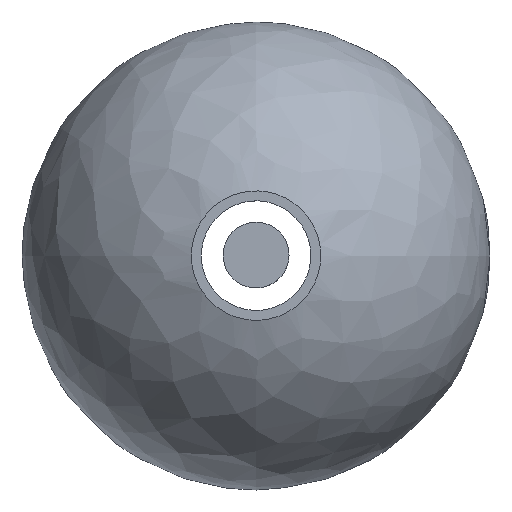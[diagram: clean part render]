
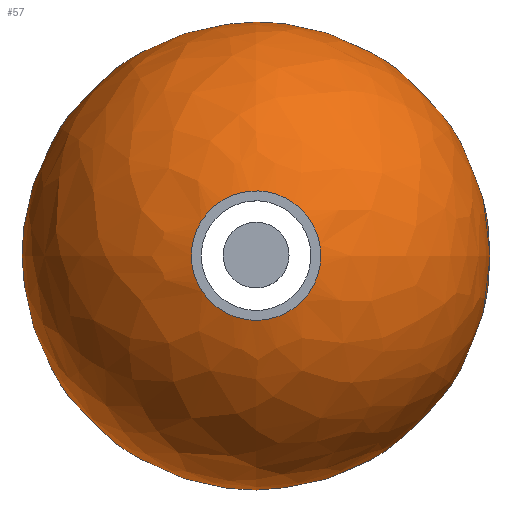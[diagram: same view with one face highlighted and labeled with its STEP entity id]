
A CAD part, top view. The second image highlights one B-rep face of the part: STEP entity #57.
In plain terms, the highlighted free-form (B-spline) face has degree [2, 2] with [5, 9] control points.
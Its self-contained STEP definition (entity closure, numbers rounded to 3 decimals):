
#57=ADVANCED_FACE('',(#69),#168,.T.);
#69=FACE_OUTER_BOUND('',#81,.T.);
#81=EDGE_LOOP('',(#105,#106,#107,#108));
#105=ORIENTED_EDGE('',*,*,#135,.T.);
#106=ORIENTED_EDGE('',*,*,#130,.F.);
#107=ORIENTED_EDGE('',*,*,#129,.F.);
#108=ORIENTED_EDGE('',*,*,#130,.T.);
#129=EDGE_CURVE('',#159,#159,#147,.T.);
#130=EDGE_CURVE('',#159,#163,#148,.T.);
#135=EDGE_CURVE('',#163,#163,#150,.T.);
#147=(
BOUNDED_CURVE()
B_SPLINE_CURVE(2,(#483,#484,#485,#486,#487,#488,#489,#490,#491),
 .UNSPECIFIED.,.T.,.F.)
B_SPLINE_CURVE_WITH_KNOTS((3,2,2,2,3),(0.,638.236,1276.472,
1914.708,2552.944),.UNSPECIFIED.)
CURVE()
GEOMETRIC_REPRESENTATION_ITEM()
RATIONAL_B_SPLINE_CURVE((1.,0.707,1.,0.707,1.,0.707,
1.,0.707,1.))
REPRESENTATION_ITEM('')
);
#148=(
BOUNDED_CURVE()
B_SPLINE_CURVE(2,(#492,#493,#494,#495,#496),.UNSPECIFIED.,.F.,.F.)
B_SPLINE_CURVE_WITH_KNOTS((3,2,3),(-2098.727,-1640.732,
-1182.738),.UNSPECIFIED.)
CURVE()
GEOMETRIC_REPRESENTATION_ITEM()
RATIONAL_B_SPLINE_CURVE((1.,0.845,1.,0.845,1.))
REPRESENTATION_ITEM('')
);
#150=(
BOUNDED_CURVE()
B_SPLINE_CURVE(2,(#508,#509,#510,#511,#512,#513,#514,#515,#516),
 .UNSPECIFIED.,.T.,.F.)
B_SPLINE_CURVE_WITH_KNOTS((3,2,2,2,3),(0.,638.236,1276.472,
1914.708,2552.944),.UNSPECIFIED.)
CURVE()
GEOMETRIC_REPRESENTATION_ITEM()
RATIONAL_B_SPLINE_CURVE((1.,0.707,1.,0.707,1.,0.707,
1.,0.707,1.))
REPRESENTATION_ITEM('')
);
#159=VERTEX_POINT('',#478);
#163=VERTEX_POINT('',#482);
#168=(
BOUNDED_SURFACE()
B_SPLINE_SURFACE(2,2,((#352,#353,#354,#355,#356,#357,#358,#359,#360),(#361,
#362,#363,#364,#365,#366,#367,#368,#369),(#370,#371,#372,#373,#374,#375,
#376,#377,#378),(#379,#380,#381,#382,#383,#384,#385,#386,#387),(#388,#389,
#390,#391,#392,#393,#394,#395,#396)),.UNSPECIFIED.,.F.,.F.,.F.)
B_SPLINE_SURFACE_WITH_KNOTS((3,2,3),(3,2,2,2,3),(-2098.727,-1640.732,
-1182.738),(0.,638.236,1276.472,1914.708,
2552.944),.UNSPECIFIED.)
GEOMETRIC_REPRESENTATION_ITEM()
RATIONAL_B_SPLINE_SURFACE(((1.,0.707,1.,0.707,1.,
0.707,1.,0.707,1.),(0.845,0.598,
0.845,0.598,0.845,0.598,
0.845,0.598,0.845),(1.,0.707,
1.,0.707,1.,0.707,1.,0.707,1.),(0.845,
0.598,0.845,0.598,0.845,
0.598,0.845,0.598,0.845),
(1.,0.707,1.,0.707,1.,0.707,1.,0.707,
1.)))
REPRESENTATION_ITEM('')
SURFACE()
);
#352=CARTESIAN_POINT('',(112.34,0.,724.2));
#353=CARTESIAN_POINT('',(112.34,112.34,724.2));
#354=CARTESIAN_POINT('',(0.,112.34,724.2));
#355=CARTESIAN_POINT('',(-112.34,112.34,724.2));
#356=CARTESIAN_POINT('',(-112.34,0.,724.2));
#357=CARTESIAN_POINT('',(-112.34,-112.34,724.2));
#358=CARTESIAN_POINT('',(0.,-112.34,724.2));
#359=CARTESIAN_POINT('',(112.34,-112.34,724.2));
#360=CARTESIAN_POINT('',(112.34,0.,724.2));
#361=CARTESIAN_POINT('',(359.107,0.,653.209));
#362=CARTESIAN_POINT('',(359.107,359.107,653.209));
#363=CARTESIAN_POINT('',(0.,359.107,653.209));
#364=CARTESIAN_POINT('',(-359.107,359.107,653.209));
#365=CARTESIAN_POINT('',(-359.107,0.,653.209));
#366=CARTESIAN_POINT('',(-359.107,-359.107,653.209));
#367=CARTESIAN_POINT('',(0.,-359.107,653.209));
#368=CARTESIAN_POINT('',(359.107,-359.107,653.209));
#369=CARTESIAN_POINT('',(359.107,0.,653.209));
#370=CARTESIAN_POINT('',(400.916,0.,399.861));
#371=CARTESIAN_POINT('',(400.916,400.916,399.861));
#372=CARTESIAN_POINT('',(0.,400.916,399.861));
#373=CARTESIAN_POINT('',(-400.916,400.916,399.861));
#374=CARTESIAN_POINT('',(-400.916,0.,399.861));
#375=CARTESIAN_POINT('',(-400.916,-400.916,399.861));
#376=CARTESIAN_POINT('',(0.,-400.916,399.861));
#377=CARTESIAN_POINT('',(400.916,-400.916,399.861));
#378=CARTESIAN_POINT('',(400.916,0.,399.861));
#379=CARTESIAN_POINT('',(442.724,0.,146.512));
#380=CARTESIAN_POINT('',(442.724,442.724,146.512));
#381=CARTESIAN_POINT('',(0.,442.724,146.512));
#382=CARTESIAN_POINT('',(-442.724,442.724,146.512));
#383=CARTESIAN_POINT('',(-442.724,0.,146.512));
#384=CARTESIAN_POINT('',(-442.724,-442.724,146.512));
#385=CARTESIAN_POINT('',(0.,-442.724,146.512));
#386=CARTESIAN_POINT('',(442.724,-442.724,146.512));
#387=CARTESIAN_POINT('',(442.724,0.,146.512));
#388=CARTESIAN_POINT('',(231.851,0.,0.));
#389=CARTESIAN_POINT('',(231.851,231.851,0.));
#390=CARTESIAN_POINT('',(0.,231.851,0.));
#391=CARTESIAN_POINT('',(-231.851,231.851,0.));
#392=CARTESIAN_POINT('',(-231.851,0.,0.));
#393=CARTESIAN_POINT('',(-231.851,-231.851,0.));
#394=CARTESIAN_POINT('',(0.,-231.851,0.));
#395=CARTESIAN_POINT('',(231.851,-231.851,0.));
#396=CARTESIAN_POINT('',(231.851,0.,0.));
#478=CARTESIAN_POINT('',(112.34,0.,724.2));
#482=CARTESIAN_POINT('',(231.851,0.,0.));
#483=CARTESIAN_POINT('',(112.34,0.,724.2));
#484=CARTESIAN_POINT('',(112.34,112.34,724.2));
#485=CARTESIAN_POINT('',(0.,112.34,724.2));
#486=CARTESIAN_POINT('',(-112.34,112.34,724.2));
#487=CARTESIAN_POINT('',(-112.34,0.,724.2));
#488=CARTESIAN_POINT('',(-112.34,-112.34,724.2));
#489=CARTESIAN_POINT('',(0.,-112.34,724.2));
#490=CARTESIAN_POINT('',(112.34,-112.34,724.2));
#491=CARTESIAN_POINT('',(112.34,0.,724.2));
#492=CARTESIAN_POINT('',(112.34,0.,724.2));
#493=CARTESIAN_POINT('',(359.107,0.,653.209));
#494=CARTESIAN_POINT('',(400.916,0.,399.861));
#495=CARTESIAN_POINT('',(442.724,0.,146.512));
#496=CARTESIAN_POINT('',(231.851,0.,0.));
#508=CARTESIAN_POINT('',(231.851,0.,0.));
#509=CARTESIAN_POINT('',(231.851,231.851,0.));
#510=CARTESIAN_POINT('',(0.,231.851,0.));
#511=CARTESIAN_POINT('',(-231.851,231.851,0.));
#512=CARTESIAN_POINT('',(-231.851,0.,0.));
#513=CARTESIAN_POINT('',(-231.851,-231.851,0.));
#514=CARTESIAN_POINT('',(0.,-231.851,0.));
#515=CARTESIAN_POINT('',(231.851,-231.851,0.));
#516=CARTESIAN_POINT('',(231.851,0.,0.));
